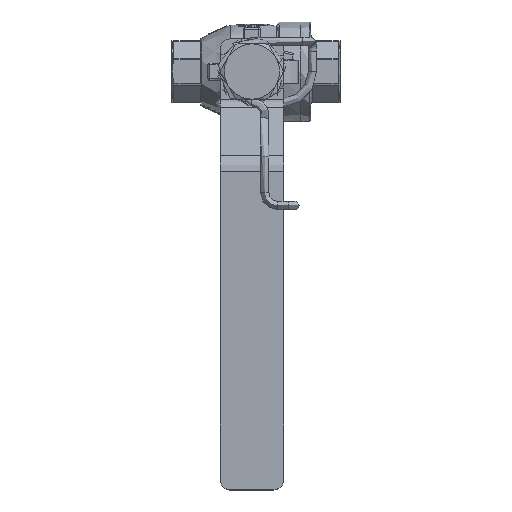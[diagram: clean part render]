
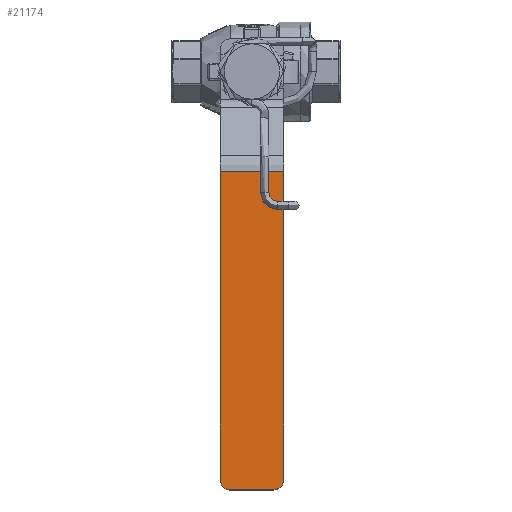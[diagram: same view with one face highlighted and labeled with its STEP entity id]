
A CAD part, top view. The second image highlights one B-rep face of the part: STEP entity #21174.
In plain terms, the highlighted planar face has unit normal (0, 0, 1).
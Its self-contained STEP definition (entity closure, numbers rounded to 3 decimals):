
#2067=PLANE('',#23167);
#4236=FACE_OUTER_BOUND('',#5388,.T.);
#5388=EDGE_LOOP('',(#19729,#19730,#19731,#19732,#19733,#19734));
#6787=LINE('',#38977,#8205);
#6788=LINE('',#38981,#8206);
#6789=LINE('',#38983,#8207);
#6790=LINE('',#38984,#8208);
#8205=VECTOR('',#28435,10.);
#8206=VECTOR('',#28438,10.);
#8207=VECTOR('',#28439,10.);
#8208=VECTOR('',#28440,4.32);
#8841=CIRCLE('',#23168,3.);
#8842=CIRCLE('',#23169,3.);
#10808=VERTEX_POINT('',#38973);
#10809=VERTEX_POINT('',#38974);
#10810=VERTEX_POINT('',#38976);
#10811=VERTEX_POINT('',#38978);
#10812=VERTEX_POINT('',#38980);
#10813=VERTEX_POINT('',#38982);
#13804=EDGE_CURVE('',#10808,#10809,#8841,.T.);
#13805=EDGE_CURVE('',#10810,#10808,#6787,.T.);
#13806=EDGE_CURVE('',#10811,#10810,#8842,.T.);
#13807=EDGE_CURVE('',#10812,#10811,#6788,.T.);
#13808=EDGE_CURVE('',#10812,#10813,#6789,.T.);
#13809=EDGE_CURVE('',#10809,#10813,#6790,.T.);
#19729=ORIENTED_EDGE('',*,*,#13804,.F.);
#19730=ORIENTED_EDGE('',*,*,#13805,.F.);
#19731=ORIENTED_EDGE('',*,*,#13806,.F.);
#19732=ORIENTED_EDGE('',*,*,#13807,.F.);
#19733=ORIENTED_EDGE('',*,*,#13808,.T.);
#19734=ORIENTED_EDGE('',*,*,#13809,.F.);
#21174=ADVANCED_FACE('',(#4236),#2067,.F.);
#23167=AXIS2_PLACEMENT_3D('',#38972,#28431,#28432);
#23168=AXIS2_PLACEMENT_3D('',#38975,#28433,#28434);
#23169=AXIS2_PLACEMENT_3D('',#38979,#28436,#28437);
#28431=DIRECTION('center_axis',(0.,0.,
-1.));
#28432=DIRECTION('ref_axis',(0.,1.,0.));
#28433=DIRECTION('center_axis',(0.,0.,
-1.));
#28434=DIRECTION('ref_axis',(-0.707,-0.707,0.));
#28435=DIRECTION('',(-1.,0.,0.));
#28436=DIRECTION('center_axis',(0.,0.,
-1.));
#28437=DIRECTION('ref_axis',(0.707,-0.707,0.));
#28438=DIRECTION('',(0.,-1.,0.));
#28439=DIRECTION('',(-1.,0.,0.));
#28440=DIRECTION('',(0.,1.,0.));
#38972=CARTESIAN_POINT('Origin',(1.737,-70.506,45.579));
#38973=CARTESIAN_POINT('',(-5.013,-121.298,45.579));
#38974=CARTESIAN_POINT('',(-8.013,-118.298,45.579));
#38975=CARTESIAN_POINT('Origin',(-5.013,-118.298,45.579));
#38976=CARTESIAN_POINT('',(8.487,-121.298,45.579));
#38977=CARTESIAN_POINT('',(11.487,-121.298,45.579));
#38978=CARTESIAN_POINT('',(11.487,-118.298,45.579));
#38979=CARTESIAN_POINT('Origin',(8.487,-118.298,45.579));
#38980=CARTESIAN_POINT('',(11.487,-23.785,45.579));
#38981=CARTESIAN_POINT('',(11.487,-23.785,45.579));
#38982=CARTESIAN_POINT('',(-8.013,-23.785,45.579));
#38983=CARTESIAN_POINT('',(1.737,-23.785,45.579));
#38984=CARTESIAN_POINT('',(-8.013,-10.214,45.579));
